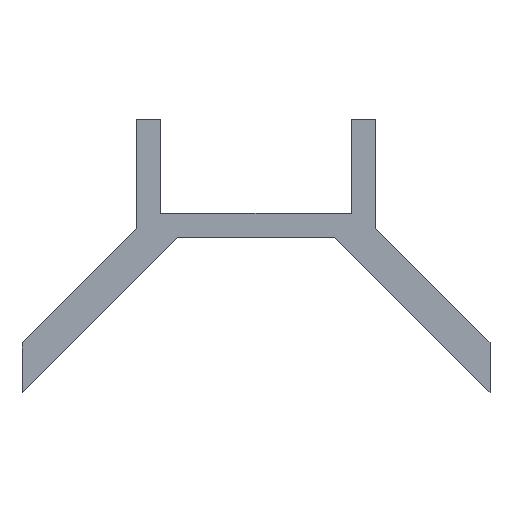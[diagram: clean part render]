
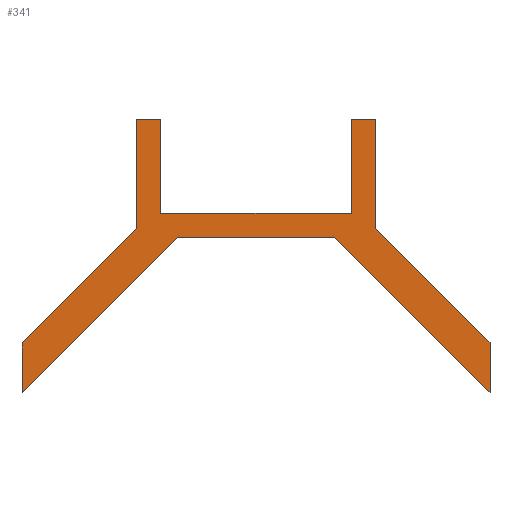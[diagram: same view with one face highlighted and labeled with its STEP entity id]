
A CAD part, top view. The second image highlights one B-rep face of the part: STEP entity #341.
In plain terms, the highlighted planar face has unit normal (0, 0, 1).
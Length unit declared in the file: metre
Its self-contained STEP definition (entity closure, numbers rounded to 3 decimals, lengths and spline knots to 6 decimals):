
#6 = DIRECTION ( 'NONE',  ( 1., 0., 0. ) ) ;
#19 = CARTESIAN_POINT ( 'NONE',  ( -0.049916, 0.079264, 0.008 ) ) ;
#21 = VERTEX_POINT ( 'NONE', #117 ) ;
#24 = CARTESIAN_POINT ( 'NONE',  ( 0., 0., 0.008 ) ) ;
#31 = DIRECTION ( 'NONE',  ( 1., 0., 0. ) ) ;
#35 = DIRECTION ( 'NONE',  ( 0., 0., 1. ) ) ;
#36 = ORIENTED_EDGE ( 'NONE', *, *, #290, .T. ) ;
#38 = EDGE_CURVE ( 'NONE', #130, #319, #273, .T. ) ;
#39 = ORIENTED_EDGE ( 'NONE', *, *, #490, .T. ) ;
#47 = CARTESIAN_POINT ( 'NONE',  ( -0.002599, 0., 0.008 ) ) ;
#51 = DIRECTION ( 'NONE',  ( 1., 0., 0. ) ) ;
#53 = CARTESIAN_POINT ( 'NONE',  ( -0.059916, 0.040237, 0.008 ) ) ;
#62 = EDGE_CURVE ( 'NONE', #199, #511, #527, .T. ) ;
#67 = LINE ( 'NONE', #395, #88 ) ;
#68 = DIRECTION ( 'NONE',  ( -0.707, -0.707, 0. ) ) ;
#69 = ORIENTED_EDGE ( 'NONE', *, *, #204, .F. ) ;
#71 = CARTESIAN_POINT ( 'NONE',  ( -0.138916, 0.079264, 0.008 ) ) ;
#75 = VERTEX_POINT ( 'NONE', #376 ) ;
#78 = ORIENTED_EDGE ( 'NONE', *, *, #38, .F. ) ;
#85 = EDGE_CURVE ( 'NONE', #149, #130, #397, .T. ) ;
#88 = VECTOR ( 'NONE', #68, 1. ) ;
#98 = CARTESIAN_POINT ( 'NONE',  ( -0.059916, 0.079264, 0.008 ) ) ;
#104 = CARTESIAN_POINT ( 'NONE',  ( -0.081142, 0.081142, 0.008 ) ) ;
#111 = CARTESIAN_POINT ( 'NONE',  ( -0.138916, 0.040237, 0.008 ) ) ;
#116 = CARTESIAN_POINT ( 'NONE',  ( -0.066787, 0.030237, 0.008 ) ) ;
#117 = CARTESIAN_POINT ( 'NONE',  ( -0.148916, 0.079264, 0.008 ) ) ;
#118 = EDGE_CURVE ( 'NONE', #75, #332, #322, .T. ) ;
#126 = CARTESIAN_POINT ( 'NONE',  ( -0.196234, 0., 0.008 ) ) ;
#130 = VERTEX_POINT ( 'NONE', #399 ) ;
#134 = ORIENTED_EDGE ( 'NONE', *, *, #270, .F. ) ;
#137 = CARTESIAN_POINT ( 'NONE',  ( 0., 0.079264, 0.008 ) ) ;
#143 = CARTESIAN_POINT ( 'NONE',  ( -0.132046, 0.030237, 0.008 ) ) ;
#149 = VERTEX_POINT ( 'NONE', #19 ) ;
#150 = LINE ( 'NONE', #353, #426 ) ;
#168 = VECTOR ( 'NONE', #428, 1. ) ;
#176 = VECTOR ( 'NONE', #261, 1. ) ;
#178 = DIRECTION ( 'NONE',  ( -1., 0., 0. ) ) ;
#182 = LINE ( 'NONE', #219, #236 ) ;
#199 = VERTEX_POINT ( 'NONE', #111 ) ;
#203 = VECTOR ( 'NONE', #456, 1. ) ;
#204 = EDGE_CURVE ( 'NONE', #21, #356, #398, .T. ) ;
#215 = LINE ( 'NONE', #258, #168 ) ;
#219 = CARTESIAN_POINT ( 'NONE',  ( -0.138916, 0., 0.008 ) ) ;
#227 = ORIENTED_EDGE ( 'NONE', *, *, #425, .T. ) ;
#231 = VECTOR ( 'NONE', #496, 1. ) ;
#236 = VECTOR ( 'NONE', #403, 1. ) ;
#238 = CARTESIAN_POINT ( 'NONE',  ( 0., 0.030237, 0.008 ) ) ;
#256 = EDGE_CURVE ( 'NONE', #149, #296, #427, .T. ) ;
#258 = CARTESIAN_POINT ( 'NONE',  ( -0.018275, -0.018275, 0.008 ) ) ;
#261 = DIRECTION ( 'NONE',  ( 0., -1., 0. ) ) ;
#265 = DIRECTION ( 'NONE',  ( 1., 0., 0. ) ) ;
#266 = CARTESIAN_POINT ( 'NONE',  ( -0.002599, -0.013311, 0.008 ) ) ;
#268 = VECTOR ( 'NONE', #362, 1. ) ;
#270 = EDGE_CURVE ( 'NONE', #356, #199, #182, .T. ) ;
#273 = LINE ( 'NONE', #354, #307 ) ;
#282 = LINE ( 'NONE', #126, #203 ) ;
#289 = VECTOR ( 'NONE', #302, 1. ) ;
#290 = EDGE_CURVE ( 'NONE', #296, #511, #150, .T. ) ;
#296 = VERTEX_POINT ( 'NONE', #98 ) ;
#302 = DIRECTION ( 'NONE',  ( 0., -1., 0. ) ) ;
#305 = ORIENTED_EDGE ( 'NONE', *, *, #384, .T. ) ;
#306 = CARTESIAN_POINT ( 'NONE',  ( -0.002599, -0.03395, 0.008 ) ) ;
#307 = VECTOR ( 'NONE', #401, 1. ) ;
#308 = VERTEX_POINT ( 'NONE', #518 ) ;
#312 = DIRECTION ( 'NONE',  ( 0., -1., 0. ) ) ;
#318 = LINE ( 'NONE', #47, #231 ) ;
#319 = VERTEX_POINT ( 'NONE', #266 ) ;
#321 = VECTOR ( 'NONE', #31, 1. ) ;
#322 = LINE ( 'NONE', #104, #268 ) ;
#332 = VERTEX_POINT ( 'NONE', #143 ) ;
#335 = EDGE_CURVE ( 'NONE', #419, #487, #215, .T. ) ;
#341 = ADVANCED_FACE ( 'NONE', ( #438 ), #345, .T. ) ;
#345 = PLANE ( 'NONE',  #365 ) ;
#348 = ORIENTED_EDGE ( 'NONE', *, *, #440, .T. ) ;
#349 = LINE ( 'NONE', #355, #176 ) ;
#352 = EDGE_LOOP ( 'NONE', ( #78, #528, #494, #36, #460, #134, #69, #305, #227, #348, #455, #39, #523, #469 ) ) ;
#353 = CARTESIAN_POINT ( 'NONE',  ( -0.059916, 0., 0.008 ) ) ;
#354 = CARTESIAN_POINT ( 'NONE',  ( -0.007955, -0.007955, 0.008 ) ) ;
#355 = CARTESIAN_POINT ( 'NONE',  ( -0.148916, 0., 0.008 ) ) ;
#356 = VERTEX_POINT ( 'NONE', #71 ) ;
#362 = DIRECTION ( 'NONE',  ( 0.707, 0.707, 0. ) ) ;
#365 = AXIS2_PLACEMENT_3D ( 'NONE', #24, #35, #265 ) ;
#376 = CARTESIAN_POINT ( 'NONE',  ( -0.196234, -0.03395, 0.008 ) ) ;
#377 = CARTESIAN_POINT ( 'NONE',  ( -0.049916, 0., 0.008 ) ) ;
#384 = EDGE_CURVE ( 'NONE', #21, #442, #349, .T. ) ;
#395 = CARTESIAN_POINT ( 'NONE',  ( -0.091461, 0.091461, 0.008 ) ) ;
#397 = LINE ( 'NONE', #377, #289 ) ;
#398 = LINE ( 'NONE', #452, #412 ) ;
#399 = CARTESIAN_POINT ( 'NONE',  ( -0.049916, 0.034006, 0.008 ) ) ;
#401 = DIRECTION ( 'NONE',  ( 0.707, -0.707, 0. ) ) ;
#403 = DIRECTION ( 'NONE',  ( 0., -1., 0. ) ) ;
#412 = VECTOR ( 'NONE', #51, 1. ) ;
#416 = LINE ( 'NONE', #238, #423 ) ;
#419 = VERTEX_POINT ( 'NONE', #306 ) ;
#423 = VECTOR ( 'NONE', #6, 1. ) ;
#425 = EDGE_CURVE ( 'NONE', #442, #308, #67, .T. ) ;
#426 = VECTOR ( 'NONE', #312, 1. ) ;
#427 = LINE ( 'NONE', #137, #457 ) ;
#428 = DIRECTION ( 'NONE',  ( -0.707, 0.707, 0. ) ) ;
#438 = FACE_OUTER_BOUND ( 'NONE', #352, .T. ) ;
#440 = EDGE_CURVE ( 'NONE', #308, #75, #282, .T. ) ;
#442 = VERTEX_POINT ( 'NONE', #485 ) ;
#449 = EDGE_CURVE ( 'NONE', #319, #419, #318, .T. ) ;
#452 = CARTESIAN_POINT ( 'NONE',  ( 0., 0.079264, 0.008 ) ) ;
#455 = ORIENTED_EDGE ( 'NONE', *, *, #118, .T. ) ;
#456 = DIRECTION ( 'NONE',  ( 0., -1., 0. ) ) ;
#457 = VECTOR ( 'NONE', #178, 1. ) ;
#460 = ORIENTED_EDGE ( 'NONE', *, *, #62, .F. ) ;
#469 = ORIENTED_EDGE ( 'NONE', *, *, #449, .F. ) ;
#480 = CARTESIAN_POINT ( 'NONE',  ( 0., 0.040237, 0.008 ) ) ;
#485 = CARTESIAN_POINT ( 'NONE',  ( -0.148916, 0.034006, 0.008 ) ) ;
#487 = VERTEX_POINT ( 'NONE', #116 ) ;
#490 = EDGE_CURVE ( 'NONE', #332, #487, #416, .T. ) ;
#494 = ORIENTED_EDGE ( 'NONE', *, *, #256, .T. ) ;
#496 = DIRECTION ( 'NONE',  ( 0., -1., 0. ) ) ;
#511 = VERTEX_POINT ( 'NONE', #53 ) ;
#518 = CARTESIAN_POINT ( 'NONE',  ( -0.196234, -0.013311, 0.008 ) ) ;
#523 = ORIENTED_EDGE ( 'NONE', *, *, #335, .F. ) ;
#527 = LINE ( 'NONE', #480, #321 ) ;
#528 = ORIENTED_EDGE ( 'NONE', *, *, #85, .F. ) ;
